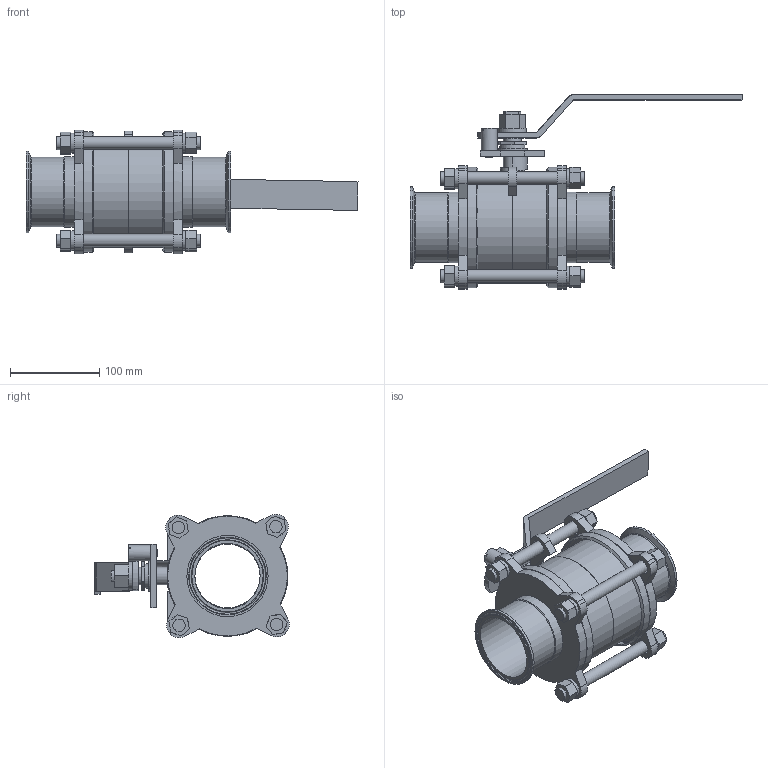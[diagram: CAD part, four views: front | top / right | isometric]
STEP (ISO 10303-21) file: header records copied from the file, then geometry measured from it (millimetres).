
FILE_DESCRIPTION(/* description */ (''),/* implementation_level */ '2;1');
FILE_NAME(/* name */ 'BLV2C-3.stp',/* time_stamp */ '2022-11-02T08:54:08-04:00',/* author */ ('rick'),/* organization */ (''),/* preprocessor_version */ 'ST-DEVELOPER v18.1',/* originating_system */ 'Autodesk Inventor 2020',/* authorisation */ '');
FILE_SCHEMA (('AUTOMOTIVE_DESIGN { 1 0 10303 214 3 1 1 }'));
Length unit declared in the file: inch
Products named in the file (16): BLV2C-3; BLV2C-3-BALL; BLV2C-3-BODY; BLV2C-3-BODYNUT; BLV2C-3-HANDLEPIN; BLV2C-3-STEM; BLV2C-3-STEMNUT; BLV2C-3-STEMRING; BLV2C-3-STEMWASHER; BLV2C-3-FLANGE; BLV2C-3-SEAT; BLV2C-3-SEATRING; BLV2C-3-BOLT; BLV2C-3-NUT; BLV2C-3-WASHER; BLV2C-3-HANDLE
Assembly tree (35 placements, depth 2):
  BLV2C-3
    BLV2C-3-BALL
    BLV2C-3-BODY
    BLV2C-3-BODYNUT
    BLV2C-3-HANDLEPIN
    BLV2C-3-STEM
    BLV2C-3-STEMNUT
    BLV2C-3-STEMRING
    BLV2C-3-STEMWASHER
    BLV2C-3-FLANGE  x2
    BLV2C-3-SEAT  x2
    BLV2C-3-SEATRING  x2
    BLV2C-3-BOLT  x4
    BLV2C-3-NUT  x8
    BLV2C-3-WASHER  x8
    BLV2C-3-HANDLE
Bounding box: 371.68 x 217.58 x 138.1 mm (x, y, z)
Volume: 1496971.8 mm3; surface area: 500972.2 mm2
Topology: 35 solids, 35 shells, 371 faces, 932 edges, 649 vertices
Faces by surface type: plane 219, cylinder 131, cone 10, torus 8, sphere 3
Full cylindrical faces by diameter (mm): 6.858 x4, 7.62 x1, 12.065 x8, 13.891 x8, 13.97 x4, 14.351 x8, 16.764 x1, 16.891 x8, 17.018 x2, 17.907 x1, 19.558 x1, 19.812 x1, 19.939 x1, 20.066 x1, 21.082 x1, 21.59 x8, 25.019 x1, 25.197 x1, 26.543 x1, 26.67 x1, 27.94 x1, 31.75 x1, 33.782 x1, 73.025 x3, 73.152 x2, 77.775 x2, 79.375 x2, 90.907 x2, 119.888 x2, 120.269 x3
Entity records: 7429 total; most frequent: CARTESIAN_POINT 1317, DIRECTION 1277, ORIENTED_EDGE 1066, EDGE_CURVE 533, AXIS2_PLACEMENT_3D 502, VERTEX_POINT 371, LINE 273, VECTOR 273
